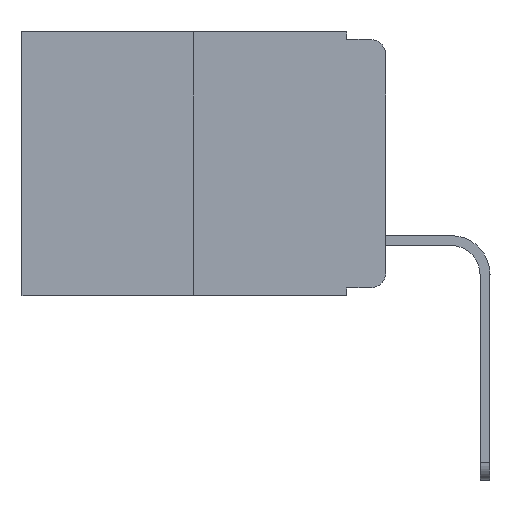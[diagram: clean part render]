
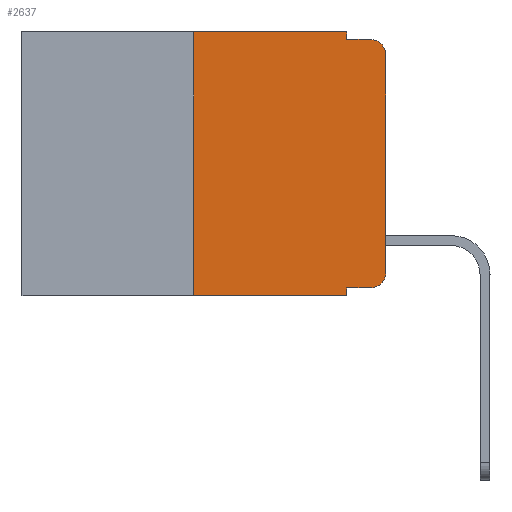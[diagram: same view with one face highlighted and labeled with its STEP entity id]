
A CAD part, left-side view. The second image highlights one B-rep face of the part: STEP entity #2637.
In plain terms, the highlighted planar face has unit normal (-1, 0, 0).
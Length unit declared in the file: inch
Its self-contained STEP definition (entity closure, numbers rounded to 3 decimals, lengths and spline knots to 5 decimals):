
#96 = DIRECTION ( 'NONE',  ( -1., 0., 0. ) ) ;
#108 = ORIENTED_EDGE ( 'NONE', *, *, #8125, .F. ) ;
#647 = VERTEX_POINT ( 'NONE', #3391 ) ;
#838 = EDGE_CURVE ( 'NONE', #9470, #8894, #8132, .T. ) ;
#949 = CARTESIAN_POINT ( 'NONE',  ( 0., 0.25, 0. ) ) ;
#1191 = VECTOR ( 'NONE', #13743, 39.37008 ) ;
#1228 = ORIENTED_EDGE ( 'NONE', *, *, #12944, .F. ) ;
#1364 = CARTESIAN_POINT ( 'NONE',  ( 0., 0., 0. ) ) ;
#1474 = CARTESIAN_POINT ( 'NONE',  ( 0., 0., -0.03 ) ) ;
#1565 = ORIENTED_EDGE ( 'NONE', *, *, #13931, .T. ) ;
#1912 = CARTESIAN_POINT ( 'NONE',  ( 0., 0.473, -0.343 ) ) ;
#2103 = EDGE_CURVE ( 'NONE', #7745, #9470, #9843, .T. ) ;
#2247 = CARTESIAN_POINT ( 'NONE',  ( 0., 0.051, 0. ) ) ;
#2346 = EDGE_CURVE ( 'NONE', #14401, #6932, #13753, .T. ) ;
#2387 = EDGE_CURVE ( 'NONE', #647, #14401, #12334, .T. ) ;
#2522 = DIRECTION ( 'NONE',  ( 0., 0., 1. ) ) ;
#2631 = CARTESIAN_POINT ( 'NONE',  ( 0., 0.02, -0.01 ) ) ;
#2637 = ADVANCED_FACE ( 'NONE', ( #3905 ), #12268, .F. ) ;
#2855 = ORIENTED_EDGE ( 'NONE', *, *, #2387, .F. ) ;
#2913 = AXIS2_PLACEMENT_3D ( 'NONE', #14731, #3307, #14112 ) ;
#3153 = LINE ( 'NONE', #2247, #1191 ) ;
#3285 = CIRCLE ( 'NONE', #2913, 0.02 ) ;
#3307 = DIRECTION ( 'NONE',  ( -1., 0., 0. ) ) ;
#3315 = VERTEX_POINT ( 'NONE', #10985 ) ;
#3391 = CARTESIAN_POINT ( 'NONE',  ( 0., 0.25, 0. ) ) ;
#3454 = CARTESIAN_POINT ( 'NONE',  ( 0., 0., -0.313 ) ) ;
#3645 = ORIENTED_EDGE ( 'NONE', *, *, #838, .T. ) ;
#3679 = LINE ( 'NONE', #949, #10661 ) ;
#3905 = FACE_OUTER_BOUND ( 'NONE', #12687, .T. ) ;
#3913 = DIRECTION ( 'NONE',  ( 0., -1., 0. ) ) ;
#4125 = CARTESIAN_POINT ( 'NONE',  ( 0., 0.25, -0.343 ) ) ;
#4166 = CARTESIAN_POINT ( 'NONE',  ( 0., 0.051, -0.01 ) ) ;
#4433 = CARTESIAN_POINT ( 'NONE',  ( 0., 0.051, -0.01 ) ) ;
#4914 = ORIENTED_EDGE ( 'NONE', *, *, #5826, .T. ) ;
#4928 = EDGE_CURVE ( 'NONE', #3315, #7745, #13870, .T. ) ;
#5335 = DIRECTION ( 'NONE',  ( 1., 0., 0. ) ) ;
#5625 = VECTOR ( 'NONE', #9370, 39.37008 ) ;
#5826 = EDGE_CURVE ( 'NONE', #8894, #10527, #3285, .T. ) ;
#6075 = VECTOR ( 'NONE', #7305, 39.37008 ) ;
#6126 = CARTESIAN_POINT ( 'NONE',  ( 0., 0.473, 0. ) ) ;
#6484 = DIRECTION ( 'NONE',  ( 0., 0., -1. ) ) ;
#6826 = DIRECTION ( 'NONE',  ( 0., -1., 0. ) ) ;
#6928 = ORIENTED_EDGE ( 'NONE', *, *, #2346, .F. ) ;
#6932 = VERTEX_POINT ( 'NONE', #4166 ) ;
#7305 = DIRECTION ( 'NONE',  ( 0., -1., 0. ) ) ;
#7355 = AXIS2_PLACEMENT_3D ( 'NONE', #7764, #5335, #6484 ) ;
#7406 = VECTOR ( 'NONE', #2522, 39.37008 ) ;
#7745 = VERTEX_POINT ( 'NONE', #11480 ) ;
#7764 = CARTESIAN_POINT ( 'NONE',  ( 0., 0.473, 0. ) ) ;
#7980 = VERTEX_POINT ( 'NONE', #13452 ) ;
#8125 = EDGE_CURVE ( 'NONE', #6932, #10527, #8680, .T. ) ;
#8132 = LINE ( 'NONE', #1364, #7406 ) ;
#8278 = LINE ( 'NONE', #1912, #13801 ) ;
#8476 = VERTEX_POINT ( 'NONE', #4125 ) ;
#8680 = LINE ( 'NONE', #4433, #5625 ) ;
#8700 = VECTOR ( 'NONE', #6826, 39.37008 ) ;
#8894 = VERTEX_POINT ( 'NONE', #1474 ) ;
#9275 = ORIENTED_EDGE ( 'NONE', *, *, #2103, .T. ) ;
#9370 = DIRECTION ( 'NONE',  ( 0., -1., 0. ) ) ;
#9406 = DIRECTION ( 'NONE',  ( 0., 0., -1. ) ) ;
#9470 = VERTEX_POINT ( 'NONE', #3454 ) ;
#9723 = AXIS2_PLACEMENT_3D ( 'NONE', #10479, #96, #13722 ) ;
#9843 = CIRCLE ( 'NONE', #9723, 0.02 ) ;
#10479 = CARTESIAN_POINT ( 'NONE',  ( 0., 0.02, -0.313 ) ) ;
#10527 = VERTEX_POINT ( 'NONE', #2631 ) ;
#10661 = VECTOR ( 'NONE', #13551, 39.37008 ) ;
#10668 = CARTESIAN_POINT ( 'NONE',  ( 0., 0.051, 0. ) ) ;
#10714 = VECTOR ( 'NONE', #9406, 39.37008 ) ;
#10985 = CARTESIAN_POINT ( 'NONE',  ( 0., 0.051, -0.333 ) ) ;
#11258 = ORIENTED_EDGE ( 'NONE', *, *, #4928, .T. ) ;
#11480 = CARTESIAN_POINT ( 'NONE',  ( 0., 0.02, -0.333 ) ) ;
#11515 = ORIENTED_EDGE ( 'NONE', *, *, #13010, .F. ) ;
#12268 = PLANE ( 'NONE',  #7355 ) ;
#12334 = LINE ( 'NONE', #6126, #6075 ) ;
#12441 = CARTESIAN_POINT ( 'NONE',  ( 0., 0.051, -0.333 ) ) ;
#12687 = EDGE_LOOP ( 'NONE', ( #3645, #4914, #108, #6928, #2855, #1228, #1565, #11515, #11258, #9275 ) ) ;
#12944 = EDGE_CURVE ( 'NONE', #8476, #647, #3679, .T. ) ;
#13010 = EDGE_CURVE ( 'NONE', #3315, #7980, #3153, .T. ) ;
#13452 = CARTESIAN_POINT ( 'NONE',  ( 0., 0.051, -0.343 ) ) ;
#13551 = DIRECTION ( 'NONE',  ( 0., 0., 1. ) ) ;
#13722 = DIRECTION ( 'NONE',  ( 0., 0., -1. ) ) ;
#13743 = DIRECTION ( 'NONE',  ( 0., 0., -1. ) ) ;
#13753 = LINE ( 'NONE', #14016, #10714 ) ;
#13801 = VECTOR ( 'NONE', #3913, 39.37008 ) ;
#13870 = LINE ( 'NONE', #12441, #8700 ) ;
#13931 = EDGE_CURVE ( 'NONE', #8476, #7980, #8278, .T. ) ;
#14016 = CARTESIAN_POINT ( 'NONE',  ( 0., 0.051, 0. ) ) ;
#14112 = DIRECTION ( 'NONE',  ( 0., 0., -1. ) ) ;
#14401 = VERTEX_POINT ( 'NONE', #10668 ) ;
#14731 = CARTESIAN_POINT ( 'NONE',  ( 0., 0.02, -0.03 ) ) ;
